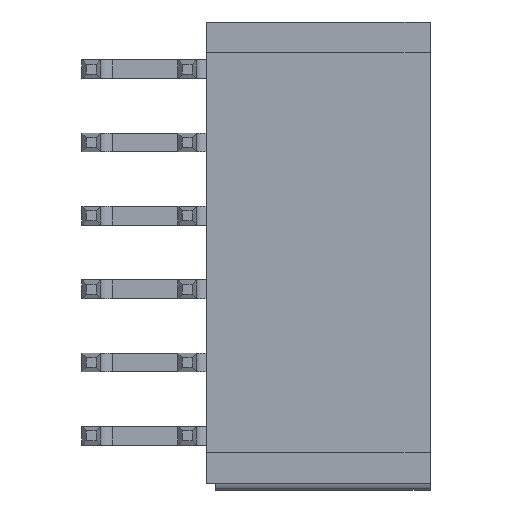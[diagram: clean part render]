
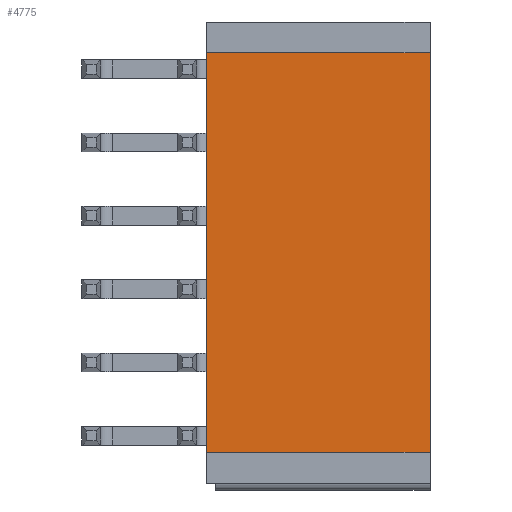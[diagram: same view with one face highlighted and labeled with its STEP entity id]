
A CAD part, front view. The second image highlights one B-rep face of the part: STEP entity #4775.
In plain terms, the highlighted planar face has unit normal (0, -1, 0).
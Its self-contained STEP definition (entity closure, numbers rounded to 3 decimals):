
#13=DIRECTION('',(0.,0.,-1.));
#14=VECTOR('',#13,22.9);
#15=CARTESIAN_POINT('',(-6.4,-4.6,11.45));
#16=LINE('',#15,#14);
#278=DIRECTION('',(0.,0.,-1.));
#279=VECTOR('',#278,22.9);
#280=CARTESIAN_POINT('',(6.4,-4.6,11.45));
#281=LINE('',#280,#279);
#571=DIRECTION('',(1.,0.,0.));
#572=VECTOR('',#571,12.8);
#573=CARTESIAN_POINT('',(-6.4,-4.6,-11.45));
#574=LINE('',#573,#572);
#575=DIRECTION('',(1.,0.,0.));
#576=VECTOR('',#575,12.8);
#577=CARTESIAN_POINT('',(-6.4,-4.6,11.45));
#578=LINE('',#577,#576);
#3313=CARTESIAN_POINT('',(-6.4,-4.6,11.45));
#3314=VERTEX_POINT('',#3313);
#3315=CARTESIAN_POINT('',(-6.4,-4.6,-11.45));
#3316=VERTEX_POINT('',#3315);
#3319=CARTESIAN_POINT('',(6.4,-4.6,11.45));
#3320=VERTEX_POINT('',#3319);
#3321=CARTESIAN_POINT('',(6.4,-4.6,-11.45));
#3322=VERTEX_POINT('',#3321);
#4763=CARTESIAN_POINT('',(-6.4,-4.6,11.45));
#4764=DIRECTION('',(0.,-1.,0.));
#4765=DIRECTION('',(0.,0.,-1.));
#4766=AXIS2_PLACEMENT_3D('',#4763,#4764,#4765);
#4767=PLANE('',#4766);
#4768=ORIENTED_EDGE('',*,*,#4322,.F.);
#4770=ORIENTED_EDGE('',*,*,#4769,.T.);
#4771=ORIENTED_EDGE('',*,*,#4537,.T.);
#4772=ORIENTED_EDGE('',*,*,#4756,.F.);
#4773=EDGE_LOOP('',(#4768,#4770,#4771,#4772));
#4774=FACE_OUTER_BOUND('',#4773,.F.);
#4775=ADVANCED_FACE('',(#4774),#4767,.T.);
#4322=EDGE_CURVE('',#3314,#3316,#16,.T.);
#4537=EDGE_CURVE('',#3320,#3322,#281,.T.);
#4756=EDGE_CURVE('',#3316,#3322,#574,.T.);
#4769=EDGE_CURVE('',#3314,#3320,#578,.T.);
